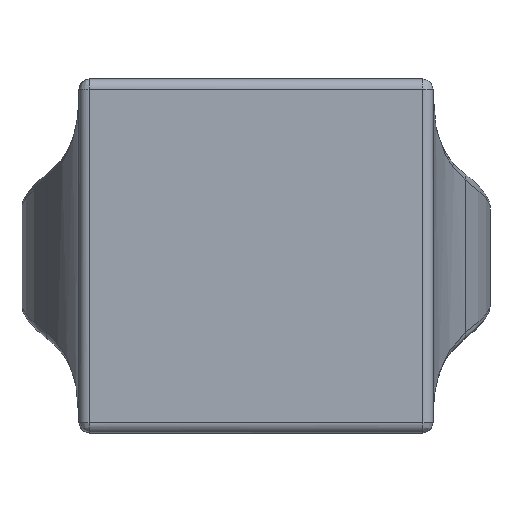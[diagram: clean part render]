
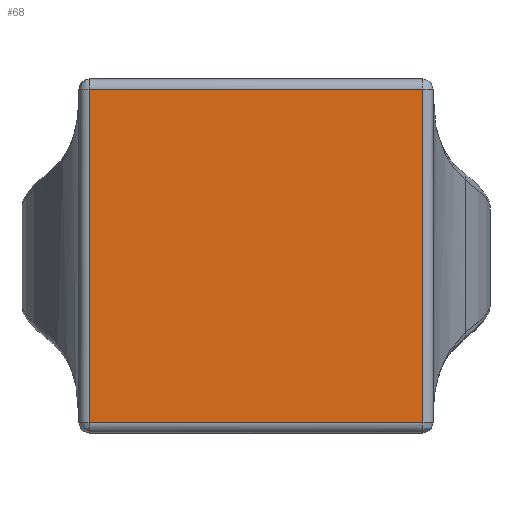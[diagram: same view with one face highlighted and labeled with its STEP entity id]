
A CAD part, top view. The second image highlights one B-rep face of the part: STEP entity #68.
In plain terms, the highlighted free-form (B-spline) face has degree [1, 1] with [2, 2] control points.
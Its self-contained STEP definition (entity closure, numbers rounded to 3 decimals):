
#68 = ADVANCED_FACE('',(#69),#99,.T.);
#69 = FACE_BOUND('',#70,.T.);
#70 = EDGE_LOOP('',(#71,#80,#87,#94));
#71 = ORIENTED_EDGE('',*,*,#72,.T.);
#72 = EDGE_CURVE('',#73,#75,#77,.T.);
#73 = VERTEX_POINT('',#74);
#74 = CARTESIAN_POINT('',(8.226,8.226,14.653)
  );
#75 = VERTEX_POINT('',#76);
#76 = CARTESIAN_POINT('',(-8.226,8.226,14.653
    ));
#77 = B_SPLINE_CURVE_WITH_KNOTS('',1,(#78,#79),.UNSPECIFIED.,.F.,.F.,(2,
    2),(0.029,0.971),.PIECEWISE_BEZIER_KNOTS.);
#78 = CARTESIAN_POINT('',(8.226,8.226,14.653)
  );
#79 = CARTESIAN_POINT('',(-8.226,8.226,14.653
    ));
#80 = ORIENTED_EDGE('',*,*,#81,.T.);
#81 = EDGE_CURVE('',#75,#82,#84,.T.);
#82 = VERTEX_POINT('',#83);
#83 = CARTESIAN_POINT('',(-8.226,-8.226,
    14.653));
#84 = B_SPLINE_CURVE_WITH_KNOTS('',1,(#85,#86),.UNSPECIFIED.,.F.,.F.,(2,
    2),(0.029,0.971),.PIECEWISE_BEZIER_KNOTS.);
#85 = CARTESIAN_POINT('',(-8.226,8.226,14.653
    ));
#86 = CARTESIAN_POINT('',(-8.226,-8.226,
    14.653));
#87 = ORIENTED_EDGE('',*,*,#88,.F.);
#88 = EDGE_CURVE('',#89,#82,#91,.T.);
#89 = VERTEX_POINT('',#90);
#90 = CARTESIAN_POINT('',(8.226,-8.226,14.653
    ));
#91 = B_SPLINE_CURVE_WITH_KNOTS('',1,(#92,#93),.UNSPECIFIED.,.F.,.F.,(2,
    2),(0.029,0.971),.PIECEWISE_BEZIER_KNOTS.);
#92 = CARTESIAN_POINT('',(8.226,-8.226,14.653
    ));
#93 = CARTESIAN_POINT('',(-8.226,-8.226,
    14.653));
#94 = ORIENTED_EDGE('',*,*,#95,.F.);
#95 = EDGE_CURVE('',#73,#89,#96,.T.);
#96 = B_SPLINE_CURVE_WITH_KNOTS('',1,(#97,#98),.UNSPECIFIED.,.F.,.F.,(2,
    2),(0.029,0.971),.PIECEWISE_BEZIER_KNOTS.);
#97 = CARTESIAN_POINT('',(8.226,8.226,14.653)
  );
#98 = CARTESIAN_POINT('',(8.226,-8.226,14.653
    ));
#99 = B_SPLINE_SURFACE_WITH_KNOTS('',1,1,(
    (#100,#101)
    ,(#102,#103)),.UNSPECIFIED.,.F.,.F.,.F.,(2,2),(2,2),(0.,1.),(0.,1.),
  .PIECEWISE_BEZIER_KNOTS.);
#100 = CARTESIAN_POINT('',(8.741,8.741,14.653)
  );
#101 = CARTESIAN_POINT('',(8.741,-8.741,14.653)
  );
#102 = CARTESIAN_POINT('',(-8.741,8.741,14.653)
  );
#103 = CARTESIAN_POINT('',(-8.741,-8.741,14.653
    ));
